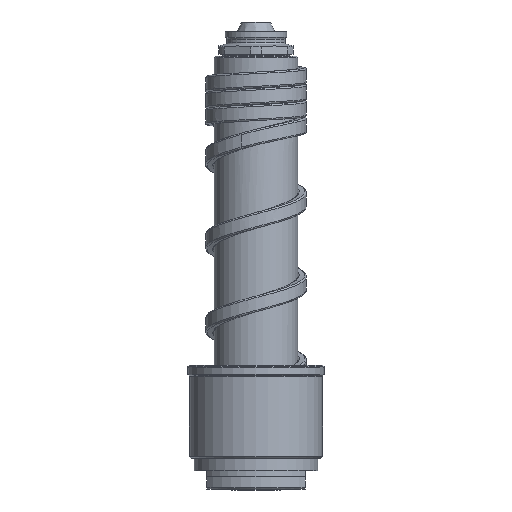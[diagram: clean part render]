
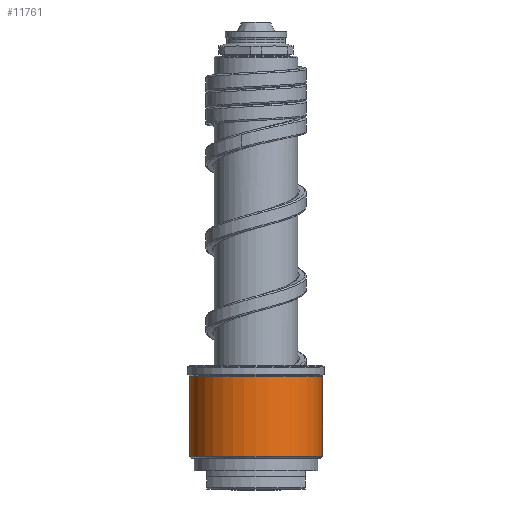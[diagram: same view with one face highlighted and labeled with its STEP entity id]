
A CAD part, front view. The second image highlights one B-rep face of the part: STEP entity #11761.
In plain terms, the highlighted cylindrical face has radius 21.5 mm (diameter 43 mm), a partial arc.
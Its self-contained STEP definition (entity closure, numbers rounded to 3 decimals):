
#3425=CARTESIAN_POINT('',(0.,0.,10.583));
#3426=DIRECTION('',(0.,0.,1.));
#3427=DIRECTION('',(-1.,0.,0.));
#3428=AXIS2_PLACEMENT_3D('',#3425,#3426,#3427);
#3430=DIRECTION('',(0.,0.,-1.));
#3431=VECTOR('',#3430,25.834);
#3432=CARTESIAN_POINT('',(-21.5,0.,36.417));
#3433=LINE('',#3432,#3431);
#3434=CARTESIAN_POINT('',(0.,0.,36.417));
#3435=DIRECTION('',(0.,0.,1.));
#3436=DIRECTION('',(-1.,0.,0.));
#3437=AXIS2_PLACEMENT_3D('',#3434,#3435,#3436);
#3439=DIRECTION('',(0.,0.,-1.));
#3440=VECTOR('',#3439,25.834);
#3441=CARTESIAN_POINT('',(21.5,0.,36.417));
#3442=LINE('',#3441,#3440);
#6586=CARTESIAN_POINT('',(21.5,0.,36.417));
#6587=CARTESIAN_POINT('',(-21.5,0.,36.417));
#6588=VERTEX_POINT('',#6586);
#6589=VERTEX_POINT('',#6587);
#6612=CARTESIAN_POINT('',(21.5,0.,10.583));
#6613=VERTEX_POINT('',#6612);
#6614=CARTESIAN_POINT('',(-21.5,0.,10.583));
#6615=VERTEX_POINT('',#6614);
#11749=CARTESIAN_POINT('',(0.,0.,8.5));
#11750=DIRECTION('',(0.,0.,1.));
#11751=DIRECTION('',(-1.,0.,0.));
#11752=AXIS2_PLACEMENT_3D('',#11749,#11750,#11751);
#11753=CYLINDRICAL_SURFACE('',#11752,21.5);
#11754=ORIENTED_EDGE('',*,*,#9900,.F.);
#11755=ORIENTED_EDGE('',*,*,#9881,.F.);
#11757=ORIENTED_EDGE('',*,*,#11756,.T.);
#11758=ORIENTED_EDGE('',*,*,#9877,.T.);
#11759=EDGE_LOOP('',(#11754,#11755,#11757,#11758));
#11760=FACE_OUTER_BOUND('',#11759,.F.);
#3429=CIRCLE('',#3428,21.5);
#3438=CIRCLE('',#3437,21.5);
#9877=EDGE_CURVE('',#6588,#6613,#3442,.T.);
#9881=EDGE_CURVE('',#6589,#6615,#3433,.T.);
#9900=EDGE_CURVE('',#6615,#6613,#3429,.T.);
#11756=EDGE_CURVE('',#6589,#6588,#3438,.T.);
#11761=ADVANCED_FACE('',(#11760),#11753,.T.);
